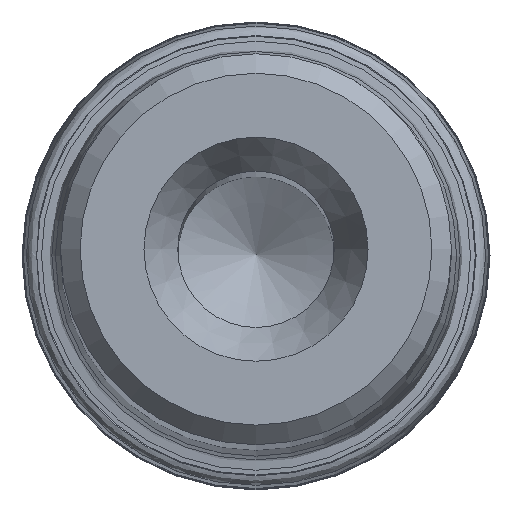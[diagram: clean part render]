
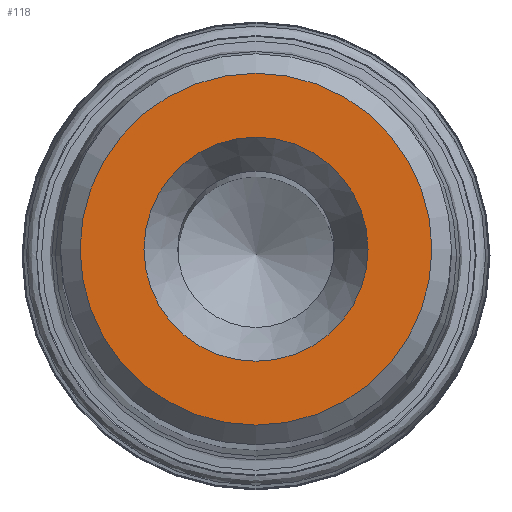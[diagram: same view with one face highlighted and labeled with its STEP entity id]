
A CAD part, top view. The second image highlights one B-rep face of the part: STEP entity #118.
In plain terms, the highlighted planar face has unit normal (0, 0, 1).
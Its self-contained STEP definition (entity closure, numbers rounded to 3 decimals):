
#41=PLANE('',#800);
#118=ADVANCED_FACE('',(#331,#332),#41,.F.);
#331=FACE_BOUND('',#442,.T.);
#332=FACE_BOUND('',#443,.T.);
#442=EDGE_LOOP('',(#552));
#443=EDGE_LOOP('',(#553));
#552=ORIENTED_EDGE('',*,*,#680,.T.);
#553=ORIENTED_EDGE('',*,*,#681,.T.);
#624=VERTEX_POINT('',#1421);
#625=VERTEX_POINT('',#1423);
#680=EDGE_CURVE('',#624,#624,#735,.T.);
#681=EDGE_CURVE('',#625,#625,#736,.T.);
#735=CIRCLE('',#798,2.866);
#736=CIRCLE('',#799,4.5);
#798=AXIS2_PLACEMENT_3D('',#1420,#967,#968);
#799=AXIS2_PLACEMENT_3D('',#1422,#969,#970);
#800=AXIS2_PLACEMENT_3D('',#1424,#971,#972);
#967=DIRECTION('',(0.,0.,-1.));
#968=DIRECTION('',(-1.,0.,0.));
#969=DIRECTION('',(0.,0.,1.));
#970=DIRECTION('',(-1.,0.,0.));
#971=DIRECTION('',(0.,0.,-1.));
#972=DIRECTION('',(-1.,0.,0.));
#1420=CARTESIAN_POINT('',(0.,0.,80.));
#1421=CARTESIAN_POINT('',(-2.866,0.,80.));
#1422=CARTESIAN_POINT('',(0.,0.,80.));
#1423=CARTESIAN_POINT('',(-4.5,0.,80.));
#1424=CARTESIAN_POINT('',(0.,0.,80.));
